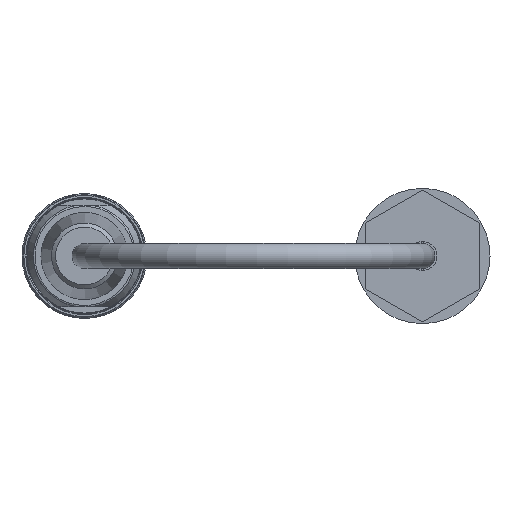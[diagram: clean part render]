
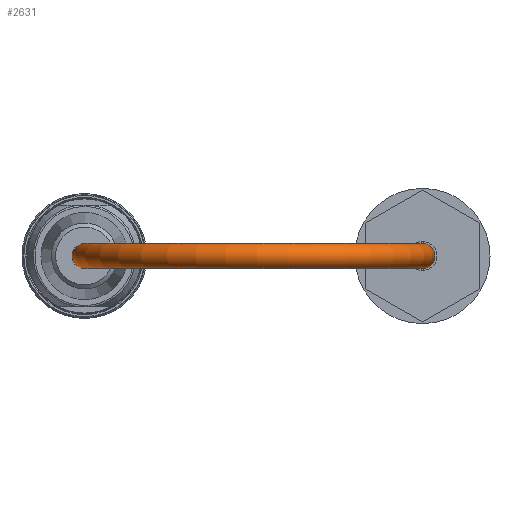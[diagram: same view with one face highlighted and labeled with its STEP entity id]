
A CAD part, left-side view. The second image highlights one B-rep face of the part: STEP entity #2631.
In plain terms, the highlighted toroidal (fillet/blend) face has major radius 25 mm and minor radius 1.85 mm.
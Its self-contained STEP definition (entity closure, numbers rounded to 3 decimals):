
#29=TOROIDAL_SURFACE('',#2934,25.,1.85);
#517=FACE_BOUND('',#927,.T.);
#678=FACE_OUTER_BOUND('',#926,.T.);
#926=EDGE_LOOP('',(#2207));
#927=EDGE_LOOP('',(#2208));
#1063=CIRCLE('',#2933,1.85);
#1064=CIRCLE('',#2935,1.85);
#1291=VERTEX_POINT('',#4748);
#1292=VERTEX_POINT('',#4751);
#1600=EDGE_CURVE('',#1291,#1291,#1063,.T.);
#1601=EDGE_CURVE('',#1292,#1292,#1064,.T.);
#2207=ORIENTED_EDGE('',*,*,#1601,.F.);
#2208=ORIENTED_EDGE('',*,*,#1600,.T.);
#2631=ADVANCED_FACE('',(#678,#517),#29,.T.);
#2933=AXIS2_PLACEMENT_3D('',#4749,#3660,#3661);
#2934=AXIS2_PLACEMENT_3D('',#4750,#3662,#3663);
#2935=AXIS2_PLACEMENT_3D('',#4752,#3664,#3665);
#3660=DIRECTION('center_axis',(-1.,0.,0.));
#3661=DIRECTION('ref_axis',(0.,0.,
-1.));
#3662=DIRECTION('center_axis',(0.,0.,
-1.));
#3663=DIRECTION('ref_axis',(-1.,0.,0.));
#3664=DIRECTION('center_axis',(1.,0.,0.));
#3665=DIRECTION('ref_axis',(0.,0.,
-1.));
#4748=CARTESIAN_POINT('',(-98.,0.,1.85));
#4749=CARTESIAN_POINT('Origin',(-98.,0.,0.));
#4750=CARTESIAN_POINT('Origin',(-98.,25.,0.));
#4751=CARTESIAN_POINT('',(-98.,50.,1.85));
#4752=CARTESIAN_POINT('Origin',(-98.,50.,0.));
